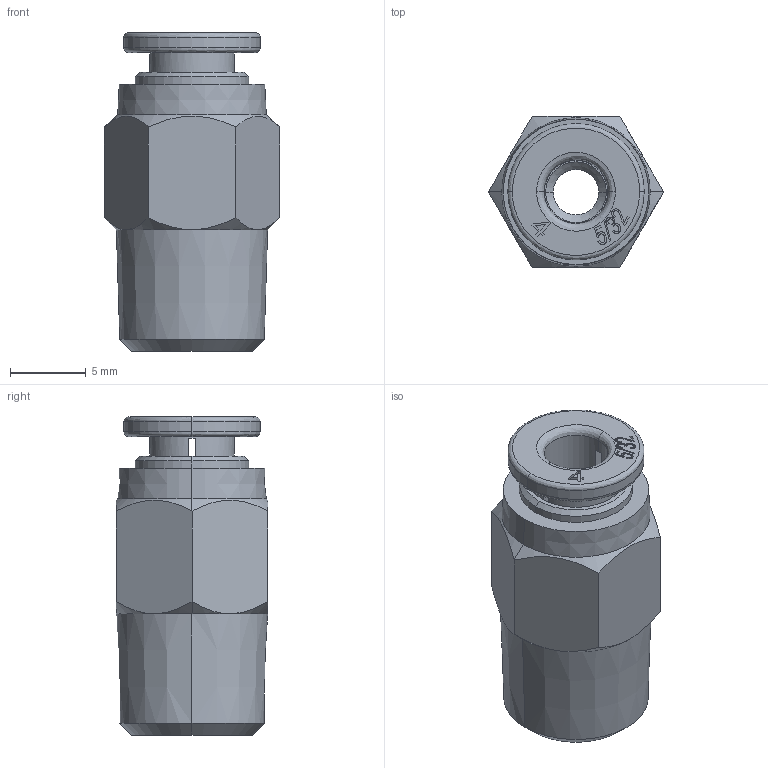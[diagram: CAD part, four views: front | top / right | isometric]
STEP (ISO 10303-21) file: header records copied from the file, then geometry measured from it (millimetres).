
FILE_DESCRIPTION (( 'STEP AP214' ), '1' );
FILE_NAME ('MS532-18N-SS.step', '2018-03-13T19:27:48', ( '' ), ( '' ), 'SwSTEP 2.0', 'SolidWorks 2017', '' );
FILE_SCHEMA (( 'AUTOMOTIVE_DESIGN' ));
Length unit declared in the file: inch
Products named in the file (1): MS532-18N-SS
Bounding box: 11.55 x 10 x 21 mm (x, y, z)
Volume: 1270.8 mm3; surface area: 1117.6 mm2
Topology: 1 solids, 1 shells, 131 faces, 344 edges, 222 vertices
Faces by surface type: plane 57, bspline 46, cone 18, cylinder 10
Entity records: 4662 total; most frequent: CARTESIAN_POINT 1674, ORIENTED_EDGE 688, DIRECTION 476, EDGE_CURVE 344, VERTEX_POINT 222, VECTOR 188, LINE 188, AXIS2_PLACEMENT_3D 144
